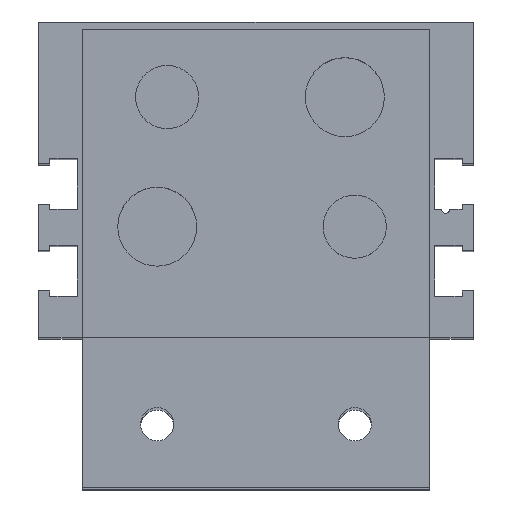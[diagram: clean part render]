
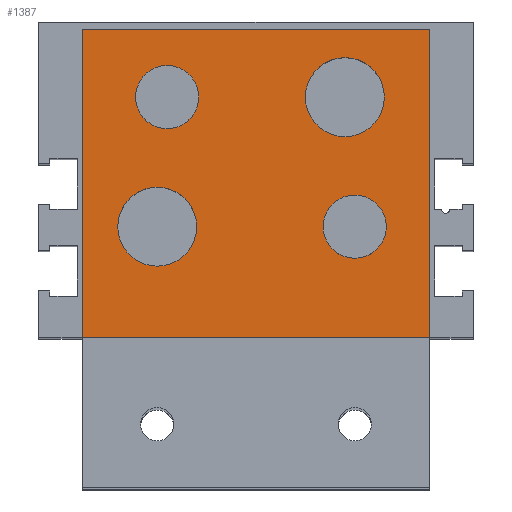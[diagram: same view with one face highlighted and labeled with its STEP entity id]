
A CAD part, top view. The second image highlights one B-rep face of the part: STEP entity #1387.
In plain terms, the highlighted planar face has unit normal (0, 0, 1).
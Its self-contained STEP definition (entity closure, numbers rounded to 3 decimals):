
#312 = VERTEX_POINT ( 'NONE', #4071 ) ;
#313 = VERTEX_POINT ( 'NONE', #4066 ) ;
#490 = VERTEX_POINT ( 'NONE', #2374 ) ;
#501 = EDGE_CURVE ( 'NONE', #507, #313, #2386, .T. ) ;
#507 = VERTEX_POINT ( 'NONE', #2424 ) ;
#517 = VERTEX_POINT ( 'NONE', #2455 ) ;
#540 = EDGE_CURVE ( 'NONE', #490, #517, #2488, .T. ) ;
#601 = EDGE_CURVE ( 'NONE', #631, #312, #2662, .T. ) ;
#631 = VERTEX_POINT ( 'NONE', #2675 ) ;
#644 = VERTEX_POINT ( 'NONE', #2698 ) ;
#654 = EDGE_CURVE ( 'NONE', #644, #795, #3055, .T. ) ;
#795 = VERTEX_POINT ( 'NONE', #3076 ) ;
#1325 = ORIENTED_EDGE ( 'NONE', *, *, #1500, .F. ) ;
#1328 = VERTEX_POINT ( 'NONE', #3326 ) ;
#1353 = EDGE_LOOP ( 'NONE', ( #1533, #1530 ) ) ;
#1387 = ADVANCED_FACE ( 'NONE', ( #3488, #3502, #3501, #3510, #3509 ), #3490, .T. ) ;
#1397 = EDGE_LOOP ( 'NONE', ( #1399, #1398 ) ) ;
#1398 = ORIENTED_EDGE ( 'NONE', *, *, #654, .F. ) ;
#1399 = ORIENTED_EDGE ( 'NONE', *, *, #1504, .F. ) ;
#1400 = ORIENTED_EDGE ( 'NONE', *, *, #601, .F. ) ;
#1485 = EDGE_CURVE ( 'NONE', #1488, #1486, #4397, .T. ) ;
#1486 = VERTEX_POINT ( 'NONE', #4269 ) ;
#1487 = ORIENTED_EDGE ( 'NONE', *, *, #1497, .T. ) ;
#1488 = VERTEX_POINT ( 'NONE', #4279 ) ;
#1489 = ORIENTED_EDGE ( 'NONE', *, *, #1507, .T. ) ;
#1497 = EDGE_CURVE ( 'NONE', #1560, #1488, #4254, .T. ) ;
#1498 = ORIENTED_EDGE ( 'NONE', *, *, #1485, .T. ) ;
#1499 = ORIENTED_EDGE ( 'NONE', *, *, #1559, .F. ) ;
#1500 = EDGE_CURVE ( 'NONE', #313, #507, #4260, .T. ) ;
#1504 = EDGE_CURVE ( 'NONE', #795, #644, #4251, .T. ) ;
#1505 = ORIENTED_EDGE ( 'NONE', *, *, #1506, .F. ) ;
#1506 = EDGE_CURVE ( 'NONE', #312, #631, #4158, .T. ) ;
#1507 = EDGE_CURVE ( 'NONE', #1486, #1328, #4173, .T. ) ;
#1508 = EDGE_LOOP ( 'NONE', ( #1505, #1400 ) ) ;
#1529 = EDGE_CURVE ( 'NONE', #517, #490, #4315, .T. ) ;
#1530 = ORIENTED_EDGE ( 'NONE', *, *, #540, .F. ) ;
#1531 = EDGE_LOOP ( 'NONE', ( #1325, #1558 ) ) ;
#1533 = ORIENTED_EDGE ( 'NONE', *, *, #1529, .F. ) ;
#1558 = ORIENTED_EDGE ( 'NONE', *, *, #501, .F. ) ;
#1559 = EDGE_CURVE ( 'NONE', #1560, #1328, #4155, .T. ) ;
#1560 = VERTEX_POINT ( 'NONE', #4409 ) ;
#1561 = EDGE_LOOP ( 'NONE', ( #1499, #1487, #1498, #1489 ) ) ;
#2374 = CARTESIAN_POINT ( 'NONE',  ( -17.5, -6., 98. ) ) ;
#2380 = DIRECTION ( 'NONE',  ( 0., 0., 1. ) ) ;
#2384 = CARTESIAN_POINT ( 'NONE',  ( 11.25, 10.4, 98. ) ) ;
#2386 = CIRCLE ( 'NONE', #2393, 5. ) ;
#2390 = DIRECTION ( 'NONE',  ( 1., 0., 0. ) ) ;
#2393 = AXIS2_PLACEMENT_3D ( 'NONE', #2384, #2380, #2390 ) ;
#2424 = CARTESIAN_POINT ( 'NONE',  ( 6.25, 10.4, 98. ) ) ;
#2455 = CARTESIAN_POINT ( 'NONE',  ( -7.5, -6., 98. ) ) ;
#2486 = AXIS2_PLACEMENT_3D ( 'NONE', #2487, #2490, #2489 ) ;
#2487 = CARTESIAN_POINT ( 'NONE',  ( -12.5, -6., 98. ) ) ;
#2488 = CIRCLE ( 'NONE', #2486, 5. ) ;
#2489 = DIRECTION ( 'NONE',  ( 1., 0., 0. ) ) ;
#2490 = DIRECTION ( 'NONE',  ( 0., 0., 1. ) ) ;
#2636 = DIRECTION ( 'NONE',  ( 1., 0., 0. ) ) ;
#2643 = AXIS2_PLACEMENT_3D ( 'NONE', #2646, #2644, #2636 ) ;
#2644 = DIRECTION ( 'NONE',  ( 0., 0., 1. ) ) ;
#2646 = CARTESIAN_POINT ( 'NONE',  ( 12.5, -6., 98. ) ) ;
#2662 = CIRCLE ( 'NONE', #2643, 4. ) ;
#2675 = CARTESIAN_POINT ( 'NONE',  ( 16.5, -6., 98. ) ) ;
#2698 = CARTESIAN_POINT ( 'NONE',  ( -7.25, 10.4, 98. ) ) ;
#3051 = DIRECTION ( 'NONE',  ( 1., 0., 0. ) ) ;
#3052 = DIRECTION ( 'NONE',  ( 0., 0., 1. ) ) ;
#3053 = CARTESIAN_POINT ( 'NONE',  ( -11.25, 10.4, 98. ) ) ;
#3054 = AXIS2_PLACEMENT_3D ( 'NONE', #3053, #3052, #3051 ) ;
#3055 = CIRCLE ( 'NONE', #3054, 4. ) ;
#3076 = CARTESIAN_POINT ( 'NONE',  ( -15.25, 10.4, 98. ) ) ;
#3326 = CARTESIAN_POINT ( 'NONE',  ( -22., -20., 98. ) ) ;
#3488 = FACE_BOUND ( 'NONE', #1353, .T. ) ;
#3490 = PLANE ( 'NONE',  #3507 ) ;
#3493 = CARTESIAN_POINT ( 'NONE',  ( -22., -39., 98. ) ) ;
#3496 = DIRECTION ( 'NONE',  ( 1., 0., 0. ) ) ;
#3497 = DIRECTION ( 'NONE',  ( 0., 0., 1. ) ) ;
#3501 = FACE_OUTER_BOUND ( 'NONE', #1561, .T. ) ;
#3502 = FACE_BOUND ( 'NONE', #1531, .T. ) ;
#3507 = AXIS2_PLACEMENT_3D ( 'NONE', #3493, #3497, #3496 ) ;
#3509 = FACE_BOUND ( 'NONE', #1397, .T. ) ;
#3510 = FACE_BOUND ( 'NONE', #1508, .T. ) ;
#4066 = CARTESIAN_POINT ( 'NONE',  ( 16.25, 10.4, 98. ) ) ;
#4071 = CARTESIAN_POINT ( 'NONE',  ( 8.5, -6., 98. ) ) ;
#4154 = CARTESIAN_POINT ( 'NONE',  ( -22., -20., 98. ) ) ;
#4155 = LINE ( 'NONE', #4154, #4160 ) ;
#4158 = CIRCLE ( 'NONE', #4163, 4. ) ;
#4159 = CARTESIAN_POINT ( 'NONE',  ( 12.5, -6., 98. ) ) ;
#4160 = VECTOR ( 'NONE', #4168, 1000. ) ;
#4161 = DIRECTION ( 'NONE',  ( 0., 0., 1. ) ) ;
#4162 = DIRECTION ( 'NONE',  ( 1., 0., 0. ) ) ;
#4163 = AXIS2_PLACEMENT_3D ( 'NONE', #4159, #4161, #4162 ) ;
#4168 = DIRECTION ( 'NONE',  ( -1., 0., 0. ) ) ;
#4169 = CARTESIAN_POINT ( 'NONE',  ( -22., 19., 98. ) ) ;
#4170 = DIRECTION ( 'NONE',  ( 0., -1., 0. ) ) ;
#4171 = VECTOR ( 'NONE', #4170, 1000. ) ;
#4173 = LINE ( 'NONE', #4169, #4171 ) ;
#4249 = DIRECTION ( 'NONE',  ( 1., 0., 0. ) ) ;
#4250 = DIRECTION ( 'NONE',  ( 0., 0., 1. ) ) ;
#4251 = CIRCLE ( 'NONE', #4256, 4. ) ;
#4253 = CARTESIAN_POINT ( 'NONE',  ( 22., 19., 98. ) ) ;
#4254 = LINE ( 'NONE', #4253, #4276 ) ;
#4255 = CARTESIAN_POINT ( 'NONE',  ( -11.25, 10.4, 98. ) ) ;
#4256 = AXIS2_PLACEMENT_3D ( 'NONE', #4255, #4250, #4249 ) ;
#4258 = CARTESIAN_POINT ( 'NONE',  ( 11.25, 10.4, 98. ) ) ;
#4259 = AXIS2_PLACEMENT_3D ( 'NONE', #4258, #4283, #4282 ) ;
#4260 = CIRCLE ( 'NONE', #4259, 5. ) ;
#4269 = CARTESIAN_POINT ( 'NONE',  ( -22., 19., 98. ) ) ;
#4276 = VECTOR ( 'NONE', #4277, 1000. ) ;
#4277 = DIRECTION ( 'NONE',  ( 0., 1., 0. ) ) ;
#4279 = CARTESIAN_POINT ( 'NONE',  ( 22., 19., 98. ) ) ;
#4282 = DIRECTION ( 'NONE',  ( 1., 0., 0. ) ) ;
#4283 = DIRECTION ( 'NONE',  ( 0., 0., 1. ) ) ;
#4293 = DIRECTION ( 'NONE',  ( 1., 0., 0. ) ) ;
#4294 = DIRECTION ( 'NONE',  ( 0., 0., 1. ) ) ;
#4295 = CARTESIAN_POINT ( 'NONE',  ( -12.5, -6., 98. ) ) ;
#4296 = AXIS2_PLACEMENT_3D ( 'NONE', #4295, #4294, #4293 ) ;
#4315 = CIRCLE ( 'NONE', #4296, 5. ) ;
#4393 = VECTOR ( 'NONE', #4395, 1000. ) ;
#4395 = DIRECTION ( 'NONE',  ( -1., 0., 0. ) ) ;
#4396 = CARTESIAN_POINT ( 'NONE',  ( -22., 19., 98. ) ) ;
#4397 = LINE ( 'NONE', #4396, #4393 ) ;
#4409 = CARTESIAN_POINT ( 'NONE',  ( 22., -20., 98. ) ) ;
